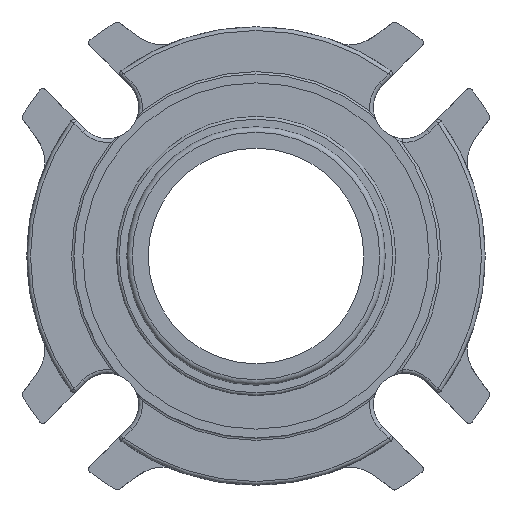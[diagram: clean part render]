
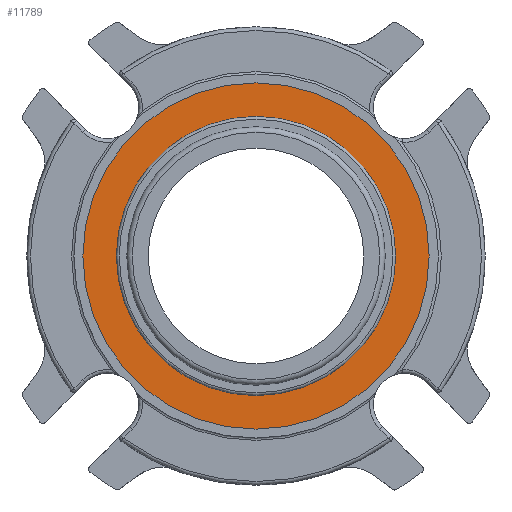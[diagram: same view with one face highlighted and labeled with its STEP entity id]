
A CAD part, front view. The second image highlights one B-rep face of the part: STEP entity #11789.
In plain terms, the highlighted planar face has unit normal (0, -1, 0).
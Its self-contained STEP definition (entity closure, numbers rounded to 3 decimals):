
#1511=PLANE('',#12777);
#3910=ORIENTED_EDGE('',*,*,#5122,.T.);
#3911=ORIENTED_EDGE('',*,*,#5123,.F.);
#5122=EDGE_CURVE('',#5883,#5883,#6374,.T.);
#5123=EDGE_CURVE('',#5884,#5884,#6375,.T.);
#5883=VERTEX_POINT('',#19137);
#5884=VERTEX_POINT('',#19140);
#6374=CIRCLE('',#12776,39.053);
#6375=CIRCLE('',#12778,48.412);
#6953=EDGE_LOOP('',(#3910));
#6954=EDGE_LOOP('',(#3911));
#7540=FACE_BOUND('',#6953,.T.);
#7541=FACE_BOUND('',#6954,.T.);
#11789=ADVANCED_FACE('',(#7540,#7541),#1511,.F.);
#12776=AXIS2_PLACEMENT_3D('',#19136,#15209,#15210);
#12777=AXIS2_PLACEMENT_3D('',#19138,#15211,#15212);
#12778=AXIS2_PLACEMENT_3D('',#19139,#15213,#15214);
#15209=DIRECTION('',(0.,1.,0.));
#15210=DIRECTION('',(-1.,0.,0.));
#15211=DIRECTION('',(0.,1.,0.));
#15212=DIRECTION('',(0.,0.,1.));
#15213=DIRECTION('',(0.,1.,0.));
#15214=DIRECTION('',(0.,0.,1.));
#19136=CARTESIAN_POINT('',(0.,-0.889,0.));
#19137=CARTESIAN_POINT('',(-39.053,-0.889,0.));
#19138=CARTESIAN_POINT('',(0.,-0.889,40.475));
#19139=CARTESIAN_POINT('',(0.,-0.889,0.));
#19140=CARTESIAN_POINT('',(0.,-0.889,48.412));
